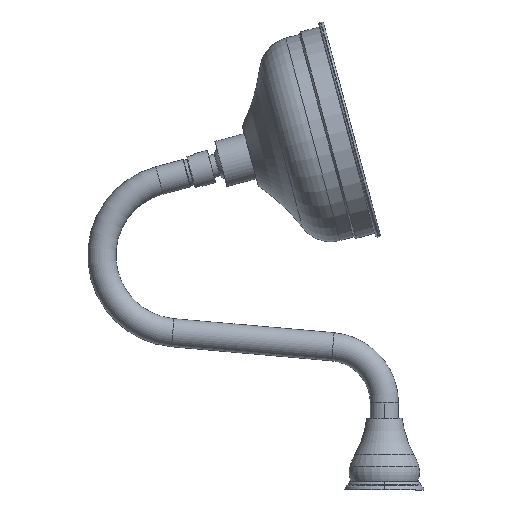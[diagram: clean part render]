
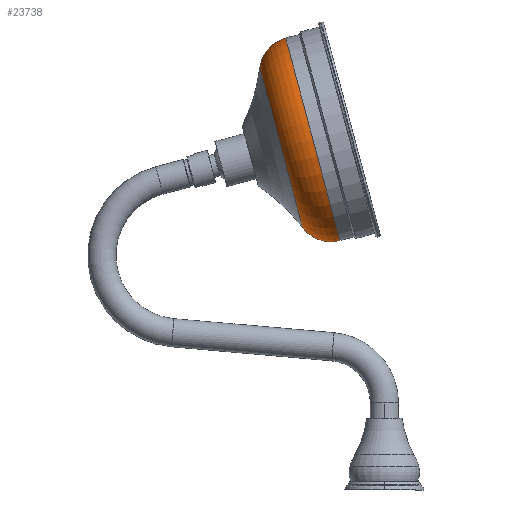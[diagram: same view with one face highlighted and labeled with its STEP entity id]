
A CAD part, left-side view. The second image highlights one B-rep face of the part: STEP entity #23738.
In plain terms, the highlighted toroidal (fillet/blend) face has major radius 49.25 mm and minor radius 25 mm.
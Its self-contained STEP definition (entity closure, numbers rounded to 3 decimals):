
#674 = AXIS2_PLACEMENT_3D ( 'NONE', #7788, #21458, #1493 ) ;
#982 = DIRECTION ( 'NONE',  ( 1., 0., 0. ) ) ;
#1493 = DIRECTION ( 'NONE',  ( 0., 0., 1. ) ) ;
#2317 = ORIENTED_EDGE ( 'NONE', *, *, #26379, .T. ) ;
#2857 = DIRECTION ( 'NONE',  ( 0., 0., -1. ) ) ;
#6779 = CIRCLE ( 'NONE', #17219, 74.25 ) ;
#7157 = ORIENTED_EDGE ( 'NONE', *, *, #12258, .T. ) ;
#7236 = EDGE_LOOP ( 'NONE', ( #13854, #7157, #2317, #10920 ) ) ;
#7337 = CIRCLE ( 'NONE', #10059, 25. ) ;
#7515 = CARTESIAN_POINT ( 'NONE',  ( 0., 28.63, 74.25 ) ) ;
#7590 = VERTEX_POINT ( 'NONE', #17977 ) ;
#7788 = CARTESIAN_POINT ( 'NONE',  ( 0., 51.775, 0. ) ) ;
#8080 = VERTEX_POINT ( 'NONE', #7515 ) ;
#8086 = EDGE_CURVE ( 'NONE', #20472, #9442, #22985, .T. ) ;
#9063 = CIRCLE ( 'NONE', #21364, 25. ) ;
#9442 = VERTEX_POINT ( 'NONE', #25294 ) ;
#10059 = AXIS2_PLACEMENT_3D ( 'NONE', #25300, #21005, #18442 ) ;
#10412 = CARTESIAN_POINT ( 'NONE',  ( 0., 28.63, 0. ) ) ;
#10920 = ORIENTED_EDGE ( 'NONE', *, *, #8086, .F. ) ;
#12258 = EDGE_CURVE ( 'NONE', #7590, #8080, #6779, .T. ) ;
#13854 = ORIENTED_EDGE ( 'NONE', *, *, #24257, .F. ) ;
#14825 = FACE_OUTER_BOUND ( 'NONE', #7236, .T. ) ;
#15315 = CARTESIAN_POINT ( 'NONE',  ( 0., 51.775, -58.7 ) ) ;
#15677 = CARTESIAN_POINT ( 'NONE',  ( 0., 28.63, -49.25 ) ) ;
#17219 = AXIS2_PLACEMENT_3D ( 'NONE', #27497, #23357, #18918 ) ;
#17977 = CARTESIAN_POINT ( 'NONE',  ( 0., 28.63, -74.25 ) ) ;
#18442 = DIRECTION ( 'NONE',  ( 0., 0., 1. ) ) ;
#18918 = DIRECTION ( 'NONE',  ( 0., 0., 1. ) ) ;
#19095 = DIRECTION ( 'NONE',  ( 0., 0., 1. ) ) ;
#20472 = VERTEX_POINT ( 'NONE', #15315 ) ;
#21005 = DIRECTION ( 'NONE',  ( -1., 0., 0. ) ) ;
#21364 = AXIS2_PLACEMENT_3D ( 'NONE', #15677, #982, #2857 ) ;
#21458 = DIRECTION ( 'NONE',  ( 0., 1., 0. ) ) ;
#21864 = TOROIDAL_SURFACE ( 'NONE', #28247, 49.25, 25. ) ;
#22985 = CIRCLE ( 'NONE', #674, 58.7 ) ;
#23357 = DIRECTION ( 'NONE',  ( 0., 1., 0. ) ) ;
#23547 = DIRECTION ( 'NONE',  ( 0., 1., 0. ) ) ;
#23738 = ADVANCED_FACE ( 'NONE', ( #14825 ), #21864, .T. ) ;
#24257 = EDGE_CURVE ( 'NONE', #7590, #20472, #9063, .T. ) ;
#25294 = CARTESIAN_POINT ( 'NONE',  ( 0., 51.775, 58.7 ) ) ;
#25300 = CARTESIAN_POINT ( 'NONE',  ( 0., 28.63, 49.25 ) ) ;
#26379 = EDGE_CURVE ( 'NONE', #8080, #9442, #7337, .T. ) ;
#27497 = CARTESIAN_POINT ( 'NONE',  ( 0., 28.63, 0. ) ) ;
#28247 = AXIS2_PLACEMENT_3D ( 'NONE', #10412, #23547, #19095 ) ;
